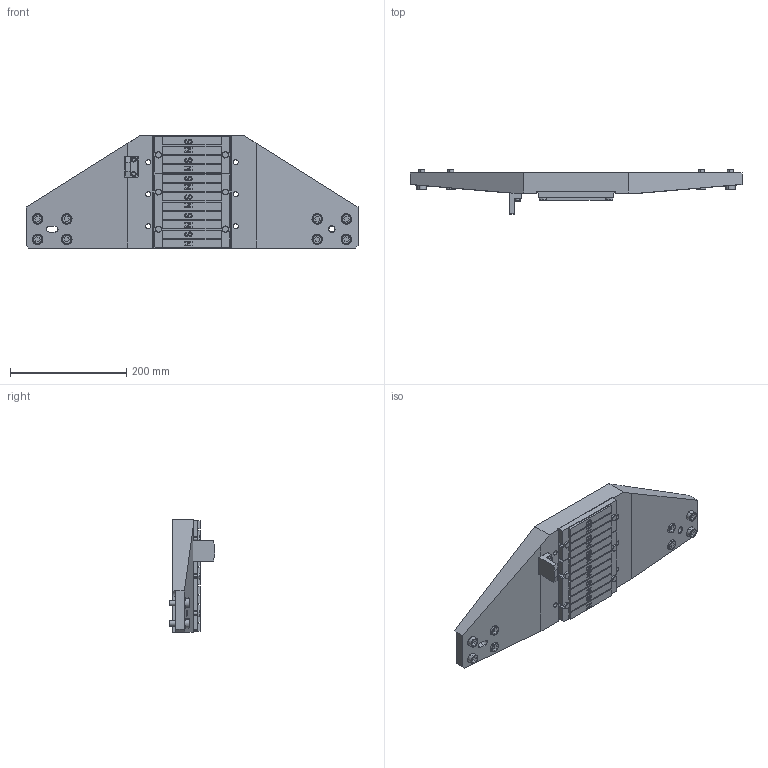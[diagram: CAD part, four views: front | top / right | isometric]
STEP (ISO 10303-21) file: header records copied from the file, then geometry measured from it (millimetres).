
FILE_DESCRIPTION (( 'STEP AP203' ), '1' );
FILE_NAME ('Moteur_Translation_Plateau_Un_sldprt.STEP', '2018-04-10T07:33:28', ( '' ), ( '' ), 'SwSTEP 2.0', 'SolidWorks 2017', '' );
FILE_SCHEMA (( 'CONFIG_CONTROL_DESIGN' ));
Length unit declared in the file: millimetre
Products named in the file (1): Moteur_Translation_Plateau_Un_sldprt
Bounding box: 570 x 77.3 x 192.5 mm (x, y, z)
Volume: 2210548.7 mm3; surface area: 375239 mm2
Topology: 32 solids, 32 shells, 781 faces, 1882 edges, 1206 vertices
Faces by surface type: plane 410, cylinder 171, cone 96, bspline 84, torus 20
Entity records: 27202 total; most frequent: CARTESIAN_POINT 9360, ORIENTED_EDGE 3732, DIRECTION 3437, EDGE_CURVE 1866, VERTEX_POINT 1206, VECTOR 1167, LINE 1167, AXIS2_PLACEMENT_3D 1135
